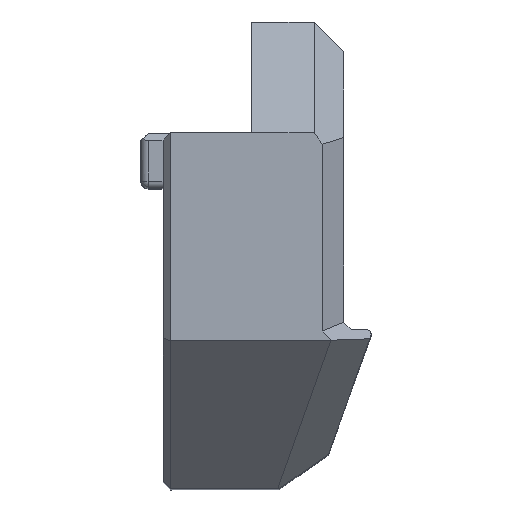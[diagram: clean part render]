
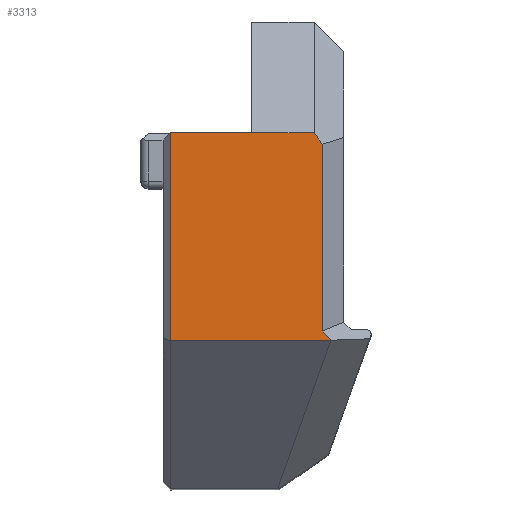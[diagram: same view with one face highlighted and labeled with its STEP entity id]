
A CAD part, top view. The second image highlights one B-rep face of the part: STEP entity #3313.
In plain terms, the highlighted planar face has unit normal (0, 0, 1).
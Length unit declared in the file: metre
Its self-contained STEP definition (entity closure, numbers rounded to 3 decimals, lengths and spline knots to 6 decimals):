
#538=ORIENTED_EDGE('',*,*,#1414,.F.);
#539=ORIENTED_EDGE('',*,*,#1413,.F.);
#540=ORIENTED_EDGE('',*,*,#1331,.F.);
#541=ORIENTED_EDGE('',*,*,#1312,.F.);
#542=ORIENTED_EDGE('',*,*,#1348,.T.);
#543=ORIENTED_EDGE('',*,*,#1415,.T.);
#544=ORIENTED_EDGE('',*,*,#1344,.T.);
#545=ORIENTED_EDGE('',*,*,#1398,.F.);
#546=ORIENTED_EDGE('',*,*,#1394,.F.);
#1312=EDGE_CURVE('',#1778,#1777,#2112,.T.);
#1331=EDGE_CURVE('',#1777,#1795,#2131,.T.);
#1344=EDGE_CURVE('',#1806,#1800,#2144,.T.);
#1348=EDGE_CURVE('',#1778,#1808,#2148,.T.);
#1394=EDGE_CURVE('',#1836,#1838,#2180,.T.);
#1398=EDGE_CURVE('',#1838,#1800,#2184,.T.);
#1413=EDGE_CURVE('',#1795,#1848,#2199,.T.);
#1414=EDGE_CURVE('',#1848,#1836,#2200,.T.);
#1415=EDGE_CURVE('',#1808,#1806,#2201,.T.);
#1777=VERTEX_POINT('',#4588);
#1778=VERTEX_POINT('',#4591);
#1795=VERTEX_POINT('',#4631);
#1800=VERTEX_POINT('',#4644);
#1806=VERTEX_POINT('',#4659);
#1808=VERTEX_POINT('',#4667);
#1836=VERTEX_POINT('',#4757);
#1838=VERTEX_POINT('',#4760);
#1848=VERTEX_POINT('',#4794);
#2112=LINE('',#4592,#2455);
#2131=LINE('',#4630,#2474);
#2144=LINE('',#4658,#2487);
#2148=LINE('',#4666,#2491);
#2180=LINE('',#4759,#2523);
#2184=LINE('',#4767,#2527);
#2199=LINE('',#4795,#2542);
#2200=LINE('',#4797,#2543);
#2201=LINE('',#4798,#2544);
#2455=VECTOR('',#3824,1.);
#2474=VECTOR('',#3849,1.);
#2487=VECTOR('',#3870,1.);
#2491=VECTOR('',#3878,1.);
#2523=VECTOR('',#3972,1.);
#2527=VECTOR('',#3978,1.);
#2542=VECTOR('',#4003,1.);
#2543=VECTOR('',#4006,1.);
#2544=VECTOR('',#4007,1.);
#2792=EDGE_LOOP('',(#538,#539,#540,#541,#542,#543,#544,#545,#546));
#2992=FACE_BOUND('',#2792,.T.);
#3172=PLANE('',#3541);
#3313=ADVANCED_FACE('',(#2992),#3172,.F.);
#3541=AXIS2_PLACEMENT_3D('',#4796,#4004,#4005);
#3824=DIRECTION('',(0.577,-0.816,0.));
#3849=DIRECTION('',(0.,-1.,0.));
#3870=DIRECTION('',(-1.,0.,0.));
#3878=DIRECTION('',(-1.,0.,0.));
#3972=DIRECTION('',(-1.,0.,0.));
#3978=DIRECTION('',(0.,1.,0.));
#4003=DIRECTION('',(0.707,-0.707,0.));
#4004=DIRECTION('',(0.,0.,-1.));
#4005=DIRECTION('',(1.,0.,0.));
#4006=DIRECTION('',(-0.743,-0.669,0.));
#4007=DIRECTION('',(0.,-1.,0.));
#4588=CARTESIAN_POINT('',(0.004339,0.003683,0.047999));
#4591=CARTESIAN_POINT('',(0.003893,0.004312,0.047999));
#4592=CARTESIAN_POINT('',(0.004917,0.002864,0.047999));
#4630=CARTESIAN_POINT('',(0.004339,-0.00468,0.047999));
#4631=CARTESIAN_POINT('',(0.004339,-0.006428,0.047999));
#4644=CARTESIAN_POINT('',(-0.003893,0.004311,0.047999));
#4658=CARTESIAN_POINT('',(-0.001458,0.004311,0.047999));
#4659=CARTESIAN_POINT('',(0.000507,0.004311,0.047999));
#4666=CARTESIAN_POINT('',(0.001377,0.004312,0.047999));
#4667=CARTESIAN_POINT('',(0.000507,0.004312,0.047999));
#4757=CARTESIAN_POINT('',(0.004793,-0.006969,0.047999));
#4759=CARTESIAN_POINT('',(-0.001458,-0.006969,0.047999));
#4760=CARTESIAN_POINT('',(-0.003893,-0.006969,0.047999));
#4767=CARTESIAN_POINT('',(-0.003893,0.0004,0.047999));
#4794=CARTESIAN_POINT('',(0.004839,-0.006928,0.047999));
#4795=CARTESIAN_POINT('',(0.003138,-0.005228,0.047999));
#4796=CARTESIAN_POINT('',(0.001377,-0.00351,0.047999));
#4797=CARTESIAN_POINT('',(0.003621,-0.008024,0.047999));
#4798=CARTESIAN_POINT('',(0.000507,0.002401,0.047999));
